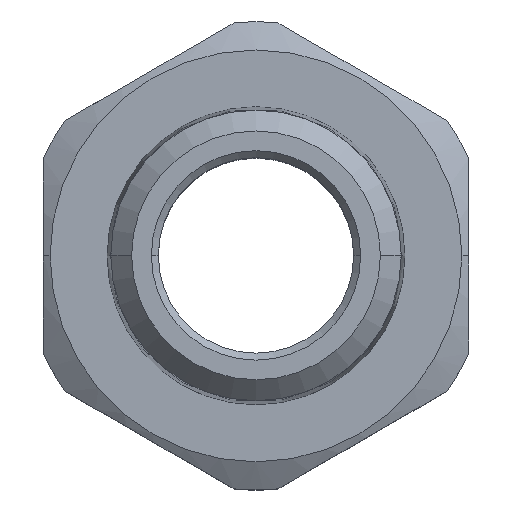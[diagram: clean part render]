
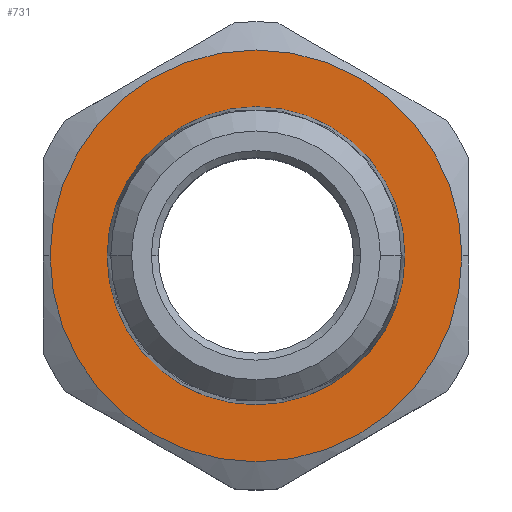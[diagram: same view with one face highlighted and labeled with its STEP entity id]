
A CAD part, top view. The second image highlights one B-rep face of the part: STEP entity #731.
In plain terms, the highlighted planar face has unit normal (0, 0, 1).
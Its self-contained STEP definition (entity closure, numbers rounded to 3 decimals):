
#5 = CARTESIAN_POINT ( 'NONE',  ( -14.75, 0., 19.4 ) ) ;
#13 = DIRECTION ( 'NONE',  ( -1., 0., 0. ) ) ;
#45 = CARTESIAN_POINT ( 'NONE',  ( 0., 10.67, 19.4 ) ) ;
#71 = VERTEX_POINT ( 'NONE', #201 ) ;
#79 = EDGE_CURVE ( 'NONE', #1054, #71, #230, .T. ) ;
#201 = CARTESIAN_POINT ( 'NONE',  ( 14.75, 0., 19.4 ) ) ;
#204 = CARTESIAN_POINT ( 'NONE',  ( 10.67, 0., 19.4 ) ) ;
#221 = PLANE ( 'NONE',  #634 ) ;
#230 = CIRCLE ( 'NONE', #298, 14.75 ) ;
#250 = DIRECTION ( 'NONE',  ( 0., 0., -1. ) ) ;
#256 = ORIENTED_EDGE ( 'NONE', *, *, #264, .F. ) ;
#264 = EDGE_CURVE ( 'NONE', #71, #1054, #452, .T. ) ;
#298 = AXIS2_PLACEMENT_3D ( 'NONE', #1131, #518, #1216 ) ;
#303 = DIRECTION ( 'NONE',  ( 0., 0., -1. ) ) ;
#327 = DIRECTION ( 'NONE',  ( 0., 0., -1. ) ) ;
#420 = AXIS2_PLACEMENT_3D ( 'NONE', #864, #250, #976 ) ;
#422 = EDGE_CURVE ( 'NONE', #850, #624, #1175, .T. ) ;
#452 = CIRCLE ( 'NONE', #420, 14.75 ) ;
#494 = AXIS2_PLACEMENT_3D ( 'NONE', #1191, #598, #13 ) ;
#518 = DIRECTION ( 'NONE',  ( 0., 0., -1. ) ) ;
#549 = CARTESIAN_POINT ( 'NONE',  ( -10.67, 0., 19.4 ) ) ;
#580 = ORIENTED_EDGE ( 'NONE', *, *, #422, .T. ) ;
#583 = AXIS2_PLACEMENT_3D ( 'NONE', #931, #303, #1045 ) ;
#598 = DIRECTION ( 'NONE',  ( 0., 0., -1. ) ) ;
#607 = EDGE_LOOP ( 'NONE', ( #1028, #256 ) ) ;
#616 = EDGE_CURVE ( 'NONE', #624, #850, #762, .T. ) ;
#624 = VERTEX_POINT ( 'NONE', #204 ) ;
#629 = FACE_BOUND ( 'NONE', #1053, .T. ) ;
#634 = AXIS2_PLACEMENT_3D ( 'NONE', #45, #327, #1059 ) ;
#692 = FACE_OUTER_BOUND ( 'NONE', #607, .T. ) ;
#731 = ADVANCED_FACE ( 'NONE', ( #692, #629 ), #221, .F. ) ;
#762 = CIRCLE ( 'NONE', #583, 10.67 ) ;
#850 = VERTEX_POINT ( 'NONE', #549 ) ;
#864 = CARTESIAN_POINT ( 'NONE',  ( 0., 0., 19.4 ) ) ;
#931 = CARTESIAN_POINT ( 'NONE',  ( 0., 0., 19.4 ) ) ;
#958 = ORIENTED_EDGE ( 'NONE', *, *, #616, .T. ) ;
#976 = DIRECTION ( 'NONE',  ( -1., 0., 0. ) ) ;
#1028 = ORIENTED_EDGE ( 'NONE', *, *, #79, .F. ) ;
#1045 = DIRECTION ( 'NONE',  ( -1., 0., 0. ) ) ;
#1053 = EDGE_LOOP ( 'NONE', ( #580, #958 ) ) ;
#1054 = VERTEX_POINT ( 'NONE', #5 ) ;
#1059 = DIRECTION ( 'NONE',  ( -1., 0., 0. ) ) ;
#1131 = CARTESIAN_POINT ( 'NONE',  ( 0., 0., 19.4 ) ) ;
#1175 = CIRCLE ( 'NONE', #494, 10.67 ) ;
#1191 = CARTESIAN_POINT ( 'NONE',  ( 0., 0., 19.4 ) ) ;
#1216 = DIRECTION ( 'NONE',  ( -1., 0., 0. ) ) ;
